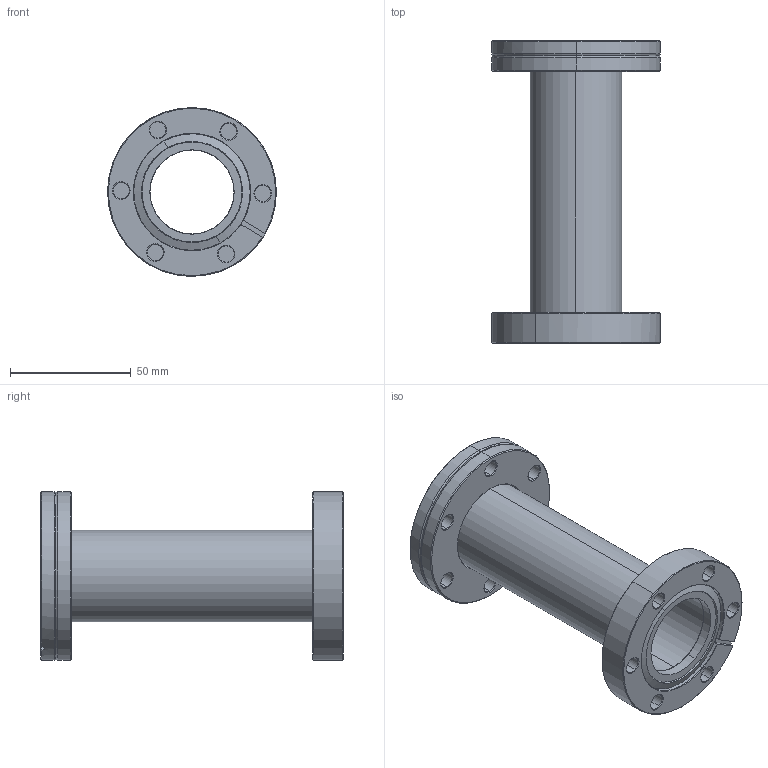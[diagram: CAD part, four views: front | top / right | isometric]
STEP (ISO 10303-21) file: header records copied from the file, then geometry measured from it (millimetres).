
FILE_DESCRIPTION (( 'STEP AP214' ), '1' );
FILE_NAME ('Hositrad_FS35-38R-FullNipple.STEP', '2017-05-08T10:51:24', ( 'Gebruiker' ), ( '' ), 'SwSTEP 2.0', 'SolidWorks 2017', '' );
FILE_SCHEMA (( 'AUTOMOTIVE_DESIGN' ));
Length unit declared in the file: millimetre
Products named in the file (6): CF35-BR-innerring_CF35-38-W; Tube38.1-All_L125,4-10,6; CF35-BR-outerring; Hositrad_FS35-38R-FullNipple; NW35CF-Weld-38.1; CF35-38-R
Assembly tree (5 placements, depth 3):
  Hositrad_FS35-38R-FullNipple
    Tube38.1-All_L125,4-10,6
    NW35CF-Weld-38.1
    CF35-38-R
      CF35-BR-innerring_CF35-38-W
      CF35-BR-outerring
Bounding box: 70 x 125.4 x 70 mm (x, y, z)
Volume: 82281.6 mm3; surface area: 51683.1 mm2
Topology: 4 solids, 4 shells, 145 faces, 329 edges, 194 vertices
Faces by surface type: cone 73, cylinder 50, plane 18, torus 4
Entity records: 4378 total; most frequent: DIRECTION 818, CARTESIAN_POINT 695, ORIENTED_EDGE 658, AXIS2_PLACEMENT_3D 341, EDGE_CURVE 329, VERTEX_POINT 194, CIRCLE 187, EDGE_LOOP 179
